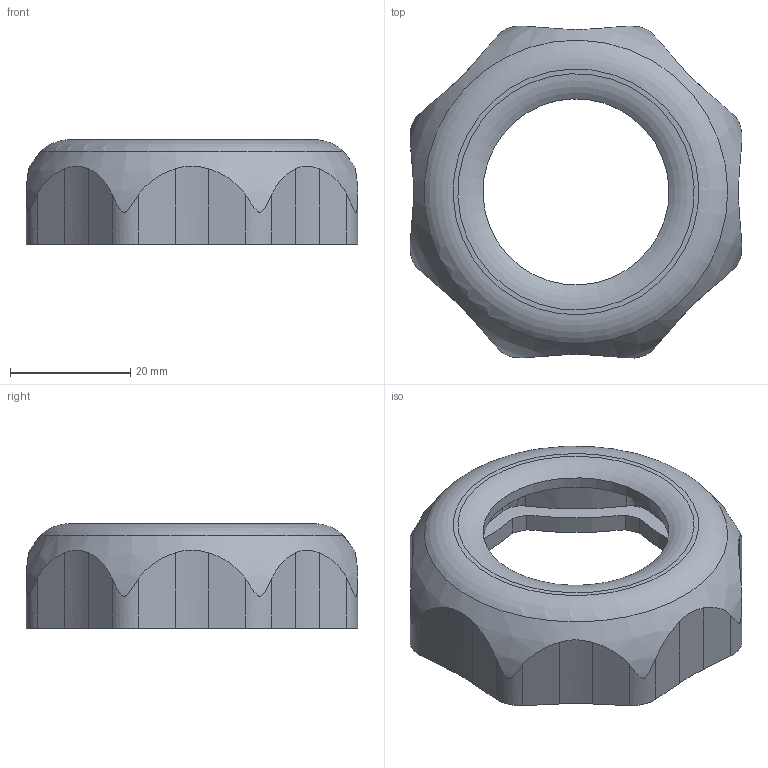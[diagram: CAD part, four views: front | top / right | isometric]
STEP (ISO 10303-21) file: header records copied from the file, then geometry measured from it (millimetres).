
FILE_DESCRIPTION( ( 'STEP AP203' ), '1' );
FILE_NAME( 'VT3055.step', '2022-07-20T08:37:13', ( ' ' ), ( ' ' ), 'XStep 1.0', ' ', ' ' );
FILE_SCHEMA( ( 'CONFIG_CONTROL_DESIGN' ) );
Length unit declared in the file: millimetre
Products named in the file (1): 1
Bounding box: 55.28 x 55.28 x 17.4 mm (x, y, z)
Volume: 9072 mm3; surface area: 9230.6 mm2
Topology: 1 solids, 1 shells, 2445 faces, 7313 edges, 4874 vertices
Faces by surface type: plane 2262, cylinder 84, torus 82, cone 16, bspline 1
Full cylindrical faces by diameter (mm): 31 x1
Entity records: 86729 total; most frequent: CARTESIAN_POINT 29104, ORIENTED_EDGE 14604, DIRECTION 8198, EDGE_CURVE 7302, VERTEX_POINT 4870, B_SPLINE_CURVE_WITH_KNOTS 4244, LINE 2806, VECTOR 2806
